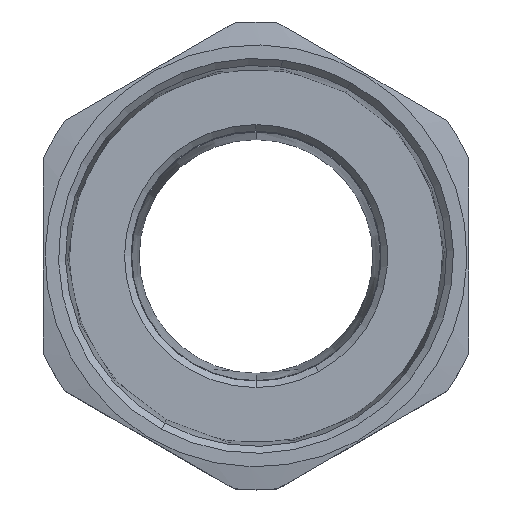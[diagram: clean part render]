
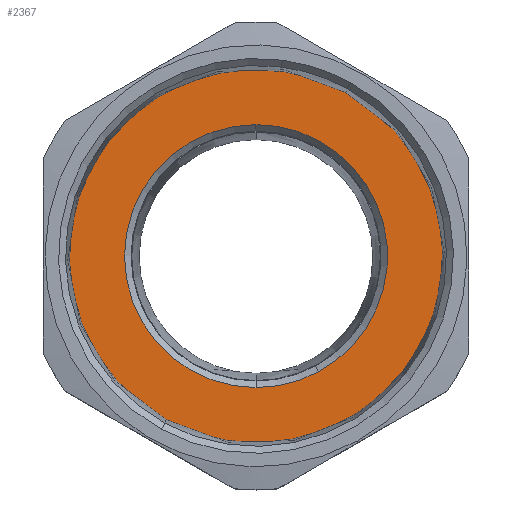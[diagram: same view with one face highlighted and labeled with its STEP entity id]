
A CAD part, top view. The second image highlights one B-rep face of the part: STEP entity #2367.
In plain terms, the highlighted planar face has unit normal (0, 0, 1).
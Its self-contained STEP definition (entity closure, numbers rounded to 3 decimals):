
#2225=AXIS2_PLACEMENT_3D('Circle Axis2P3D',#2223,#2224,$) ;
#2250=AXIS2_PLACEMENT_3D('Circle Axis2P3D',#2248,#2249,$) ;
#2335=AXIS2_PLACEMENT_3D('Plane Axis2P3D',#2332,#2333,#2334) ;
#2343=AXIS2_PLACEMENT_3D('Circle Axis2P3D',#2341,#2342,$) ;
#2352=AXIS2_PLACEMENT_3D('Circle Axis2P3D',#2350,#2351,$) ;
#2359=AXIS2_PLACEMENT_3D('Circle Axis2P3D',#2357,#2358,$) ;
#2220=CARTESIAN_POINT('Vertex',(18.823,10.714,64.25)) ;
#2223=CARTESIAN_POINT('Axis2P3D Location',(32.5,35.75,64.25)) ;
#2227=CARTESIAN_POINT('Vertex',(46.177,60.786,64.25)) ;
#2248=CARTESIAN_POINT('Axis2P3D Location',(32.5,35.75,64.25)) ;
#2332=CARTESIAN_POINT('Axis2P3D Location',(32.5,35.75,64.25)) ;
#2341=CARTESIAN_POINT('Axis2P3D Location',(32.5,35.75,64.25)) ;
#2345=CARTESIAN_POINT('Vertex',(32.5,55.85,64.25)) ;
#2347=CARTESIAN_POINT('Vertex',(42.052,18.065,64.25)) ;
#2350=CARTESIAN_POINT('Axis2P3D Location',(32.5,35.75,64.25)) ;
#2354=CARTESIAN_POINT('Vertex',(32.5,15.65,64.25)) ;
#2357=CARTESIAN_POINT('Axis2P3D Location',(32.5,35.75,64.25)) ;
#2224=DIRECTION('Axis2P3D Direction',(0.,0.,1.)) ;
#2249=DIRECTION('Axis2P3D Direction',(0.,0.,1.)) ;
#2333=DIRECTION('Axis2P3D Direction',(0.,0.,-1.)) ;
#2334=DIRECTION('Axis2P3D XDirection',(0.,1.,0.)) ;
#2342=DIRECTION('Axis2P3D Direction',(0.,0.,-1.)) ;
#2351=DIRECTION('Axis2P3D Direction',(0.,0.,-1.)) ;
#2358=DIRECTION('Axis2P3D Direction',(0.,0.,-1.)) ;
#2338=ORIENTED_EDGE('',*,*,#2229,.F.) ;
#2339=ORIENTED_EDGE('',*,*,#2252,.F.) ;
#2363=ORIENTED_EDGE('',*,*,#2349,.T.) ;
#2364=ORIENTED_EDGE('',*,*,#2356,.T.) ;
#2365=ORIENTED_EDGE('',*,*,#2361,.T.) ;
#2366=FACE_BOUND('',#2362,.T.) ;
#2367=ADVANCED_FACE('Body',(#2340,#2366),#2336,.F.) ;
#2226=CIRCLE('generated circle',#2225,28.528) ;
#2251=CIRCLE('generated circle',#2250,28.528) ;
#2344=CIRCLE('generated circle',#2343,20.1) ;
#2353=CIRCLE('generated circle',#2352,20.1) ;
#2360=CIRCLE('generated circle',#2359,20.1) ;
#2229=EDGE_CURVE('',#2221,#2228,#2226,.F.) ;
#2252=EDGE_CURVE('',#2228,#2221,#2251,.F.) ;
#2349=EDGE_CURVE('',#2346,#2348,#2344,.T.) ;
#2356=EDGE_CURVE('',#2348,#2355,#2353,.T.) ;
#2361=EDGE_CURVE('',#2355,#2346,#2360,.T.) ;
#2337=EDGE_LOOP('',(#2338,#2339)) ;
#2362=EDGE_LOOP('',(#2363,#2364,#2365)) ;
#2340=FACE_OUTER_BOUND('',#2337,.T.) ;
#2336=PLANE('',#2335) ;
#2221=VERTEX_POINT('',#2220) ;
#2228=VERTEX_POINT('',#2227) ;
#2346=VERTEX_POINT('',#2345) ;
#2348=VERTEX_POINT('',#2347) ;
#2355=VERTEX_POINT('',#2354) ;
